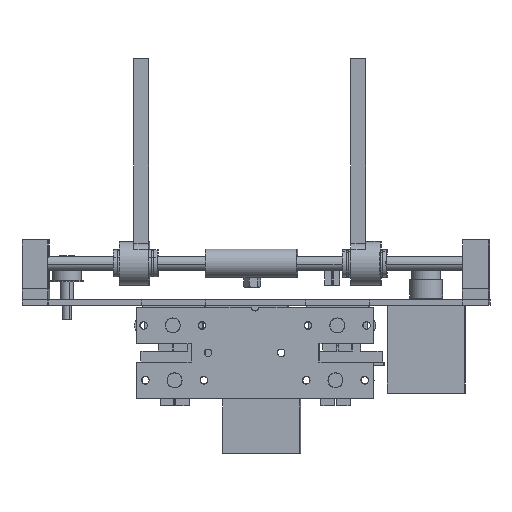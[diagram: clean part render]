
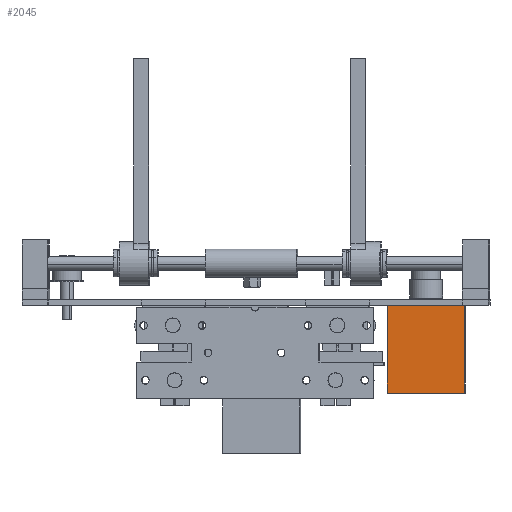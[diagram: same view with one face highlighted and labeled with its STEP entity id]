
A CAD part, front view. The second image highlights one B-rep face of the part: STEP entity #2045.
In plain terms, the highlighted face is planar.
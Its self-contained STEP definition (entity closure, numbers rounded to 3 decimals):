
#171 = CARTESIAN_POINT ( 'NONE',  ( -21.15, -21.15, 0. ) ) ;
#214 = EDGE_LOOP ( 'NONE', ( #18705, #15897, #13799, #4704 ) ) ;
#865 = FACE_OUTER_BOUND ( 'NONE', #214, .T. ) ;
#1285 = VECTOR ( 'NONE', #13355, 1000. ) ;
#2045 = ADVANCED_FACE ( 'NONE', ( #865 ), #9986, .T. ) ;
#2712 = CARTESIAN_POINT ( 'NONE',  ( 21.15, -21.15, 0. ) ) ;
#3697 = AXIS2_PLACEMENT_3D ( 'NONE', #13099, #18283, #4505 ) ;
#4268 = CARTESIAN_POINT ( 'NONE',  ( 21.15, -21.15, 0. ) ) ;
#4388 = EDGE_CURVE ( 'NONE', #7425, #6772, #17974, .T. ) ;
#4505 = DIRECTION ( 'NONE',  ( 0., 0., -1. ) ) ;
#4598 = VECTOR ( 'NONE', #13167, 1000. ) ;
#4704 = ORIENTED_EDGE ( 'NONE', *, *, #12620, .F. ) ;
#6307 = LINE ( 'NONE', #8222, #4598 ) ;
#6414 = CARTESIAN_POINT ( 'NONE',  ( 21.15, -21.15, 0. ) ) ;
#6772 = VERTEX_POINT ( 'NONE', #19862 ) ;
#7425 = VERTEX_POINT ( 'NONE', #19855 ) ;
#7739 = CARTESIAN_POINT ( 'NONE',  ( 21.15, -21.15, -48. ) ) ;
#8085 = LINE ( 'NONE', #2712, #1285 ) ;
#8222 = CARTESIAN_POINT ( 'NONE',  ( -21.15, -21.15, 0. ) ) ;
#9401 = VERTEX_POINT ( 'NONE', #4268 ) ;
#9986 = PLANE ( 'NONE',  #3697 ) ;
#11886 = VERTEX_POINT ( 'NONE', #171 ) ;
#12013 = DIRECTION ( 'NONE',  ( 0., 0., 1. ) ) ;
#12620 = EDGE_CURVE ( 'NONE', #7425, #11886, #6307, .T. ) ;
#13013 = DIRECTION ( 'NONE',  ( 1., 0., 0. ) ) ;
#13084 = EDGE_CURVE ( 'NONE', #9401, #11886, #8085, .T. ) ;
#13099 = CARTESIAN_POINT ( 'NONE',  ( 21.15, -21.15, 0. ) ) ;
#13140 = VECTOR ( 'NONE', #13013, 1000. ) ;
#13167 = DIRECTION ( 'NONE',  ( 0., 0., 1. ) ) ;
#13355 = DIRECTION ( 'NONE',  ( -1., 0., 0. ) ) ;
#13799 = ORIENTED_EDGE ( 'NONE', *, *, #13084, .T. ) ;
#15897 = ORIENTED_EDGE ( 'NONE', *, *, #17610, .T. ) ;
#16509 = VECTOR ( 'NONE', #12013, 1000. ) ;
#17610 = EDGE_CURVE ( 'NONE', #6772, #9401, #20589, .T. ) ;
#17974 = LINE ( 'NONE', #7739, #13140 ) ;
#18283 = DIRECTION ( 'NONE',  ( 0., -1., 0. ) ) ;
#18705 = ORIENTED_EDGE ( 'NONE', *, *, #4388, .T. ) ;
#19855 = CARTESIAN_POINT ( 'NONE',  ( -21.15, -21.15, -48. ) ) ;
#19862 = CARTESIAN_POINT ( 'NONE',  ( 21.15, -21.15, -48. ) ) ;
#20589 = LINE ( 'NONE', #6414, #16509 ) ;
